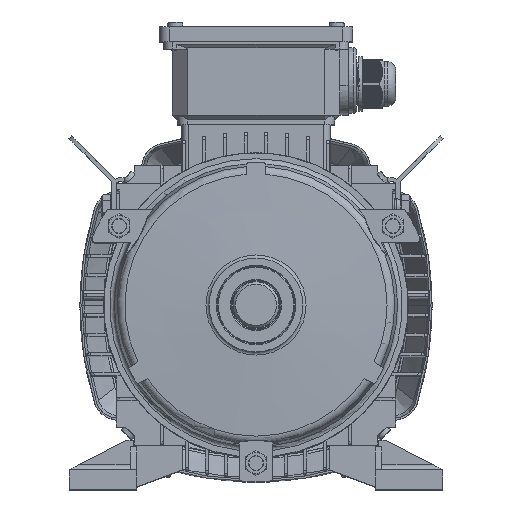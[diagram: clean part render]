
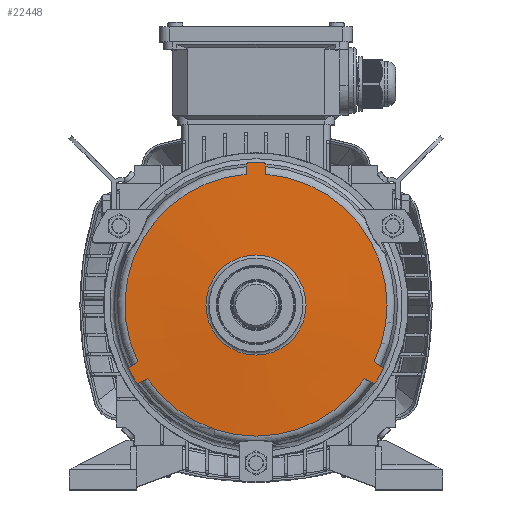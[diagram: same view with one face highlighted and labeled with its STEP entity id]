
A CAD part, top view. The second image highlights one B-rep face of the part: STEP entity #22448.
In plain terms, the highlighted conical face has half-angle 87 degrees and reference radius 30.395 mm.
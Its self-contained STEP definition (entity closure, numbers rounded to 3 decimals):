
#12470=CONICAL_SURFACE('',#101180,30.395,87.);
#13647=B_SPLINE_CURVE_WITH_KNOTS('',3,(#152024,#152025,#152026,#152027),
 .UNSPECIFIED.,.F.,.F.,(4,4),(0.,1.),.UNSPECIFIED.);
#13648=B_SPLINE_CURVE_WITH_KNOTS('',3,(#152031,#152032,#152033,#152034),
 .UNSPECIFIED.,.F.,.F.,(4,4),(0.,1.),.UNSPECIFIED.);
#13649=B_SPLINE_CURVE_WITH_KNOTS('',3,(#152038,#152039,#152040,#152041),
 .UNSPECIFIED.,.F.,.F.,(4,4),(0.,1.),.UNSPECIFIED.);
#13650=B_SPLINE_CURVE_WITH_KNOTS('',3,(#152045,#152046,#152047,#152048),
 .UNSPECIFIED.,.F.,.F.,(4,4),(0.,1.),.UNSPECIFIED.);
#13651=B_SPLINE_CURVE_WITH_KNOTS('',3,(#152049,#152050,#152051,#152052),
 .UNSPECIFIED.,.F.,.F.,(4,4),(0.,1.),.UNSPECIFIED.);
#13652=B_SPLINE_CURVE_WITH_KNOTS('',3,(#152056,#152057,#152058,#152059),
 .UNSPECIFIED.,.F.,.F.,(4,4),(0.,1.),.UNSPECIFIED.);
#22448=ADVANCED_FACE('',(#31560,#31561),#12470,.T.);
#28686=CIRCLE('',#101056,79.625);
#28688=CIRCLE('',#101059,79.625);
#28766=CIRCLE('',#101174,30.395);
#28767=CIRCLE('',#101176,86.5);
#28768=CIRCLE('',#101177,79.625);
#28769=CIRCLE('',#101178,86.5);
#28770=CIRCLE('',#101179,86.5);
#31560=FACE_BOUND('',#35170,.T.);
#31561=FACE_BOUND('',#35171,.T.);
#35170=EDGE_LOOP('',(#50292,#50293,#50294,#50295,#50296,#50297,#50298,#50299,
#50300,#50301,#50302,#50303));
#35171=EDGE_LOOP('',(#50304));
#50292=ORIENTED_EDGE('',*,*,#77261,.F.);
#50293=ORIENTED_EDGE('',*,*,#77432,.F.);
#50294=ORIENTED_EDGE('',*,*,#77433,.T.);
#50295=ORIENTED_EDGE('',*,*,#77434,.T.);
#50296=ORIENTED_EDGE('',*,*,#77435,.F.);
#50297=ORIENTED_EDGE('',*,*,#77436,.F.);
#50298=ORIENTED_EDGE('',*,*,#77437,.T.);
#50299=ORIENTED_EDGE('',*,*,#77438,.T.);
#50300=ORIENTED_EDGE('',*,*,#77256,.F.);
#50301=ORIENTED_EDGE('',*,*,#77439,.F.);
#50302=ORIENTED_EDGE('',*,*,#77440,.T.);
#50303=ORIENTED_EDGE('',*,*,#77441,.T.);
#50304=ORIENTED_EDGE('',*,*,#77431,.T.);
#66971=VERTEX_POINT('',#151076);
#66972=VERTEX_POINT('',#151078);
#66975=VERTEX_POINT('',#151109);
#66976=VERTEX_POINT('',#151111);
#67105=VERTEX_POINT('',#152022);
#67106=VERTEX_POINT('',#152028);
#67107=VERTEX_POINT('',#152030);
#67108=VERTEX_POINT('',#152035);
#67109=VERTEX_POINT('',#152037);
#67110=VERTEX_POINT('',#152042);
#67111=VERTEX_POINT('',#152044);
#67112=VERTEX_POINT('',#152053);
#67113=VERTEX_POINT('',#152055);
#77256=EDGE_CURVE('',#66971,#66972,#28686,.T.);
#77261=EDGE_CURVE('',#66975,#66976,#28688,.T.);
#77431=EDGE_CURVE('',#67105,#67105,#28766,.T.);
#77432=EDGE_CURVE('',#67106,#66975,#13647,.T.);
#77433=EDGE_CURVE('',#67106,#67107,#28767,.T.);
#77434=EDGE_CURVE('',#67107,#67108,#13648,.T.);
#77435=EDGE_CURVE('',#67109,#67108,#28768,.T.);
#77436=EDGE_CURVE('',#67110,#67109,#13649,.T.);
#77437=EDGE_CURVE('',#67110,#67111,#28769,.T.);
#77438=EDGE_CURVE('',#67111,#66972,#13650,.T.);
#77439=EDGE_CURVE('',#67112,#66971,#13651,.T.);
#77440=EDGE_CURVE('',#67112,#67113,#28770,.T.);
#77441=EDGE_CURVE('',#67113,#66976,#13652,.T.);
#101056=AXIS2_PLACEMENT_3D('',#151077,#116212,#116213);
#101059=AXIS2_PLACEMENT_3D('',#151110,#116218,#116219);
#101174=AXIS2_PLACEMENT_3D('',#152021,#116468,#116469);
#101176=AXIS2_PLACEMENT_3D('',#152029,#116472,#116473);
#101177=AXIS2_PLACEMENT_3D('',#152036,#116474,#116475);
#101178=AXIS2_PLACEMENT_3D('',#152043,#116476,#116477);
#101179=AXIS2_PLACEMENT_3D('',#152054,#116478,#116479);
#101180=AXIS2_PLACEMENT_3D('',#152060,#116480,#116481);
#116212=DIRECTION('',(0.,0.,-1.));
#116213=DIRECTION('',(1.,0.,0.));
#116218=DIRECTION('',(0.,0.,-1.));
#116219=DIRECTION('',(1.,0.,0.));
#116468=DIRECTION('',(0.,0.,-1.));
#116469=DIRECTION('',(1.,0.,0.));
#116472=DIRECTION('',(0.,0.,1.));
#116473=DIRECTION('',(-0.5,-0.866,0.));
#116474=DIRECTION('',(0.,0.,-1.));
#116475=DIRECTION('',(1.,0.,0.));
#116476=DIRECTION('',(0.,0.,1.));
#116477=DIRECTION('',(1.,0.,0.));
#116478=DIRECTION('',(0.,0.,1.));
#116479=DIRECTION('',(-0.5,0.866,0.));
#116480=DIRECTION('',(0.,0.,-1.));
#116481=DIRECTION('',(1.,0.,0.));
#151076=CARTESIAN_POINT('',(-71.761,-34.503,236.321));
#151077=CARTESIAN_POINT('',(0.,0.,236.321));
#151078=CARTESIAN_POINT('',(-6.,79.399,236.321));
#151109=CARTESIAN_POINT('',(65.761,-44.896,236.321));
#151110=CARTESIAN_POINT('',(0.,0.,236.321));
#151111=CARTESIAN_POINT('',(-65.761,-44.896,236.321));
#152021=CARTESIAN_POINT('',(0.,0.,238.901));
#152022=CARTESIAN_POINT('',(30.395,0.,238.901));
#152024=CARTESIAN_POINT('',(72.083,-47.815,235.96));
#152025=CARTESIAN_POINT('',(69.976,-46.842,236.081));
#152026=CARTESIAN_POINT('',(67.869,-45.869,236.201));
#152027=CARTESIAN_POINT('',(65.761,-44.896,236.321));
#152028=CARTESIAN_POINT('',(72.083,-47.815,235.96));
#152029=CARTESIAN_POINT('',(0.,0.,235.96));
#152030=CARTESIAN_POINT('',(77.451,-38.518,235.96));
#152031=CARTESIAN_POINT('',(77.451,-38.518,235.96));
#152032=CARTESIAN_POINT('',(75.554,-37.18,236.081));
#152033=CARTESIAN_POINT('',(73.658,-35.842,236.201));
#152034=CARTESIAN_POINT('',(71.761,-34.503,236.321));
#152035=CARTESIAN_POINT('',(71.761,-34.503,236.321));
#152036=CARTESIAN_POINT('',(0.,0.,236.321));
#152037=CARTESIAN_POINT('',(6.,79.399,236.321));
#152038=CARTESIAN_POINT('',(5.367,86.333,235.96));
#152039=CARTESIAN_POINT('',(5.578,84.022,236.081));
#152040=CARTESIAN_POINT('',(5.789,81.71,236.201));
#152041=CARTESIAN_POINT('',(6.,79.399,236.321));
#152042=CARTESIAN_POINT('',(5.367,86.333,235.96));
#152043=CARTESIAN_POINT('',(0.,0.,235.96));
#152044=CARTESIAN_POINT('',(-5.367,86.333,235.96));
#152045=CARTESIAN_POINT('',(-5.367,86.333,235.96));
#152046=CARTESIAN_POINT('',(-5.578,84.022,236.081));
#152047=CARTESIAN_POINT('',(-5.789,81.71,236.201));
#152048=CARTESIAN_POINT('',(-6.,79.399,236.321));
#152049=CARTESIAN_POINT('',(-77.451,-38.518,235.96));
#152050=CARTESIAN_POINT('',(-75.554,-37.18,236.081));
#152051=CARTESIAN_POINT('',(-73.658,-35.842,236.201));
#152052=CARTESIAN_POINT('',(-71.761,-34.503,236.321));
#152053=CARTESIAN_POINT('',(-77.451,-38.518,235.96));
#152054=CARTESIAN_POINT('',(0.,0.,235.96));
#152055=CARTESIAN_POINT('',(-72.083,-47.815,235.96));
#152056=CARTESIAN_POINT('',(-72.083,-47.815,235.96));
#152057=CARTESIAN_POINT('',(-69.976,-46.842,236.081));
#152058=CARTESIAN_POINT('',(-67.869,-45.869,236.201));
#152059=CARTESIAN_POINT('',(-65.761,-44.896,236.321));
#152060=CARTESIAN_POINT('',(0.,0.,238.901));
